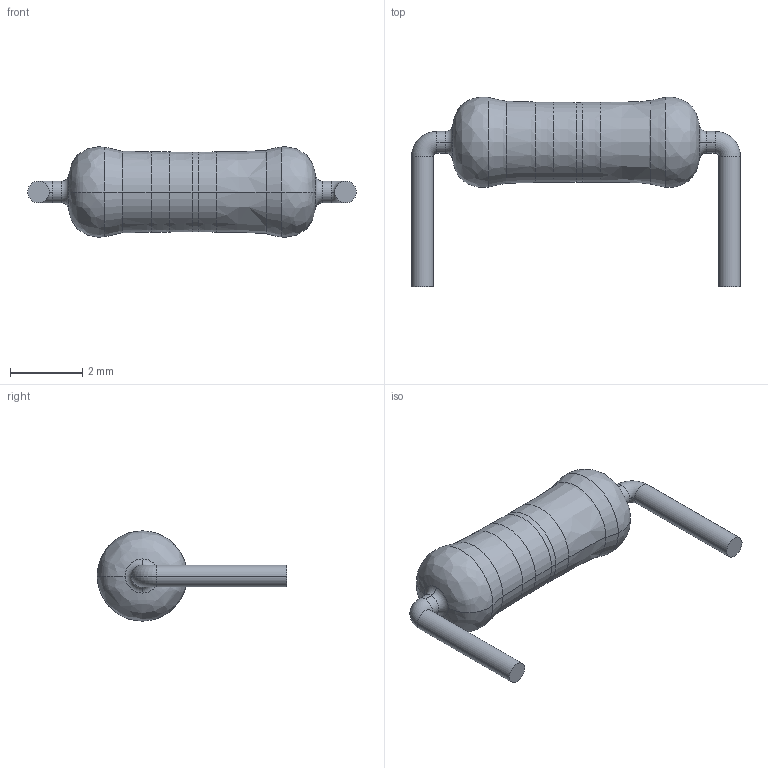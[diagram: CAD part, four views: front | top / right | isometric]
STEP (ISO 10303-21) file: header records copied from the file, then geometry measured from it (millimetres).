
FILE_DESCRIPTION (( 'STEP AP214' ), '1' );
FILE_NAME ('resistor025W-1k0.STEP', '2021-09-16T10:51:02', ( '' ), ( '' ), 'SwSTEP 2.0', 'SolidWorks 2020', '' );
FILE_SCHEMA (( 'AUTOMOTIVE_DESIGN' ));
Length unit declared in the file: millimetre
Products named in the file (1): resistor025W-1k0
Bounding box: 9.1 x 5.25 x 2.5 mm (x, y, z)
Volume: 29.7 mm3; surface area: 71 mm2
Topology: 1 solids, 1 shells, 38 faces, 82 edges, 46 vertices
Faces by surface type: bspline 20, torus 8, cylinder 8, plane 2
Entity records: 1844 total; most frequent: CARTESIAN_POINT 647, ORIENTED_EDGE 164, DIRECTION 154, EDGE_CURVE 82, AXIS2_PLACEMENT_3D 73, CIRCLE 54, VERTEX_POINT 46, UNCERTAINTY_MEASURE_WITH_UNIT 41
